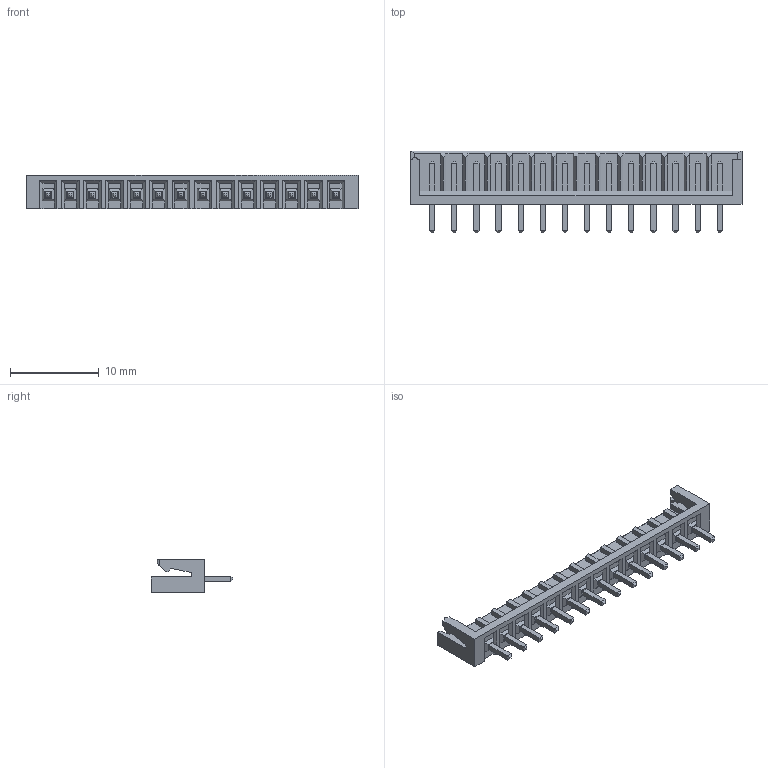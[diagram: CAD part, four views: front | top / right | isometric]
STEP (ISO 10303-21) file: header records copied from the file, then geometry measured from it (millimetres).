
FILE_DESCRIPTION (( 'STEP AP214' ), '1' );
FILE_NAME ('JST-B14B-EH-A.STEP', '2020-12-30T02:27:37', ( '' ), ( '' ), 'SwSTEP 2.0', 'SolidWorks 2020', '' );
FILE_SCHEMA (( 'AUTOMOTIVE_DESIGN' ));
Length unit declared in the file: millimetre
Products named in the file (1): JST-B14B-EH-A
Bounding box: 37.5 x 9.2 x 3.8 mm (x, y, z)
Volume: 313.8 mm3; surface area: 1043.9 mm2
Topology: 1 solids, 1 shells, 470 faces, 1150 edges, 710 vertices
Faces by surface type: plane 469, cylinder 1
Entity records: 18499 total; most frequent: CARTESIAN_POINT 2334, ORIENTED_EDGE 2300, DIRECTION 2092, EDGE_CURVE 1150, VECTOR 1148, LINE 1148, VERTEX_POINT 710, EDGE_LOOP 498
